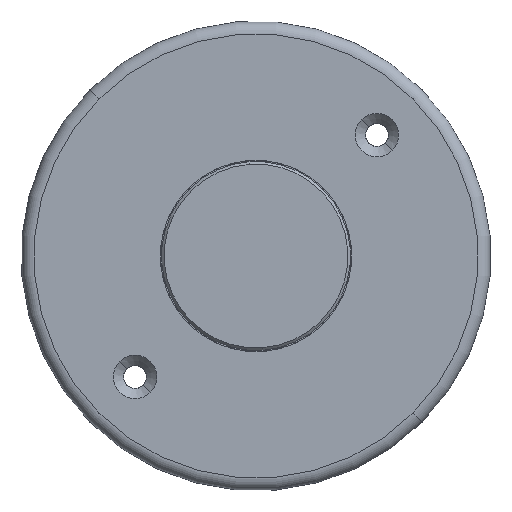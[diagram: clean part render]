
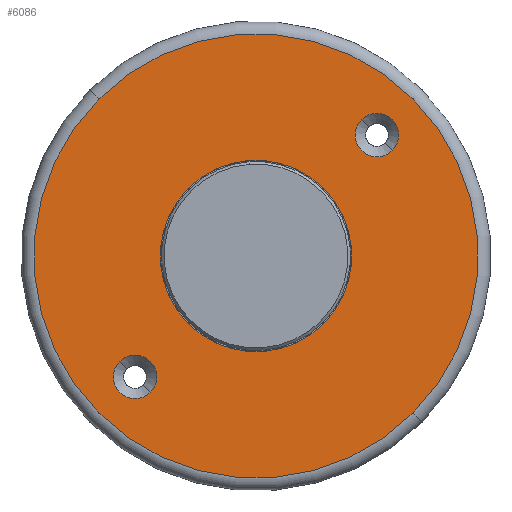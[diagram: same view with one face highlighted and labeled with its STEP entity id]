
A CAD part, left-side view. The second image highlights one B-rep face of the part: STEP entity #6086.
In plain terms, the highlighted planar face has unit normal (-1, 0, 0).
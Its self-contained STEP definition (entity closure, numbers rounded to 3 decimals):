
#569 = CIRCLE ( 'NONE', #34100, 4.25 ) ;
#1139 = CIRCLE ( 'NONE', #27687, 43.5 ) ;
#1172 = CIRCLE ( 'NONE', #32447, 4.25 ) ;
#2077 = CIRCLE ( 'NONE', #5448, 4.25 ) ;
#2659 = CARTESIAN_POINT ( 'NONE',  ( -26.3, 20.683, -26.693 ) ) ;
#3066 = DIRECTION ( 'NONE',  ( 1., 0., 0. ) ) ;
#3807 = CARTESIAN_POINT ( 'NONE',  ( -26.3, -23.688, 23.688 ) ) ;
#4154 = CARTESIAN_POINT ( 'NONE',  ( -26.3, 0., 0. ) ) ;
#4613 = DIRECTION ( 'NONE',  ( 1., 0., 0. ) ) ;
#4658 = ORIENTED_EDGE ( 'NONE', *, *, #13115, .T. ) ;
#4877 = CIRCLE ( 'NONE', #10107, 4.25 ) ;
#5171 = PLANE ( 'NONE',  #5553 ) ;
#5294 = CARTESIAN_POINT ( 'NONE',  ( -26.3, -13.258, 13.258 ) ) ;
#5448 = AXIS2_PLACEMENT_3D ( 'NONE', #19394, #3066, #29793 ) ;
#5553 = AXIS2_PLACEMENT_3D ( 'NONE', #5294, #23987, #26730 ) ;
#5799 = VERTEX_POINT ( 'NONE', #25445 ) ;
#5866 = FACE_BOUND ( 'NONE', #12747, .T. ) ;
#6086 = ADVANCED_FACE ( 'NONE', ( #33697, #5866, #22717, #26526 ), #5171, .T. ) ;
#6255 = VERTEX_POINT ( 'NONE', #16689 ) ;
#6624 = CARTESIAN_POINT ( 'NONE',  ( -26.3, 23.688, -23.688 ) ) ;
#7504 = CARTESIAN_POINT ( 'NONE',  ( -26.3, 30.759, 30.759 ) ) ;
#7844 = EDGE_CURVE ( 'NONE', #11347, #33888, #1172, .T. ) ;
#7894 = EDGE_CURVE ( 'NONE', #10513, #6255, #1139, .T. ) ;
#9826 = ORIENTED_EDGE ( 'NONE', *, *, #9859, .T. ) ;
#9859 = EDGE_CURVE ( 'NONE', #33888, #11347, #4877, .T. ) ;
#10107 = AXIS2_PLACEMENT_3D ( 'NONE', #3807, #22625, #22267 ) ;
#10405 = CARTESIAN_POINT ( 'NONE',  ( -26.3, 13.258, 13.258 ) ) ;
#10513 = VERTEX_POINT ( 'NONE', #7504 ) ;
#10627 = EDGE_LOOP ( 'NONE', ( #13443, #14264 ) ) ;
#10808 = CARTESIAN_POINT ( 'NONE',  ( -26.3, 0., 0. ) ) ;
#11347 = VERTEX_POINT ( 'NONE', #13582 ) ;
#11634 = EDGE_CURVE ( 'NONE', #24221, #5799, #569, .T. ) ;
#12747 = EDGE_LOOP ( 'NONE', ( #9826, #16326 ) ) ;
#12827 = DIRECTION ( 'NONE',  ( 0., -0.707, -0.707 ) ) ;
#13115 = EDGE_CURVE ( 'NONE', #6255, #10513, #22019, .T. ) ;
#13443 = ORIENTED_EDGE ( 'NONE', *, *, #19141, .F. ) ;
#13582 = CARTESIAN_POINT ( 'NONE',  ( -26.3, -20.683, 26.693 ) ) ;
#14264 = ORIENTED_EDGE ( 'NONE', *, *, #17792, .F. ) ;
#14296 = EDGE_CURVE ( 'NONE', #5799, #24221, #2077, .T. ) ;
#15418 = DIRECTION ( 'NONE',  ( -1., 0., 0. ) ) ;
#15591 = ORIENTED_EDGE ( 'NONE', *, *, #14296, .T. ) ;
#15834 = CIRCLE ( 'NONE', #23881, 18.75 ) ;
#16110 = DIRECTION ( 'NONE',  ( -1., 0., 0. ) ) ;
#16326 = ORIENTED_EDGE ( 'NONE', *, *, #7844, .T. ) ;
#16689 = CARTESIAN_POINT ( 'NONE',  ( -26.3, -30.759, -30.759 ) ) ;
#17792 = EDGE_CURVE ( 'NONE', #26331, #33728, #29807, .T. ) ;
#18002 = EDGE_LOOP ( 'NONE', ( #4658, #22832 ) ) ;
#19141 = EDGE_CURVE ( 'NONE', #33728, #26331, #15834, .T. ) ;
#19394 = CARTESIAN_POINT ( 'NONE',  ( -26.3, 23.688, -23.688 ) ) ;
#20622 = CARTESIAN_POINT ( 'NONE',  ( -26.3, -13.258, -13.258 ) ) ;
#22019 = CIRCLE ( 'NONE', #30717, 43.5 ) ;
#22267 = DIRECTION ( 'NONE',  ( 0., -0.707, -0.707 ) ) ;
#22625 = DIRECTION ( 'NONE',  ( 1., 0., 0. ) ) ;
#22717 = FACE_BOUND ( 'NONE', #30226, .T. ) ;
#22832 = ORIENTED_EDGE ( 'NONE', *, *, #7894, .T. ) ;
#22853 = DIRECTION ( 'NONE',  ( 0., -0.707, -0.707 ) ) ;
#22971 = DIRECTION ( 'NONE',  ( -1., 0., 0. ) ) ;
#23075 = CARTESIAN_POINT ( 'NONE',  ( -26.3, -23.688, 23.688 ) ) ;
#23175 = CARTESIAN_POINT ( 'NONE',  ( -26.3, 0., 0. ) ) ;
#23315 = DIRECTION ( 'NONE',  ( -1., 0., 0. ) ) ;
#23881 = AXIS2_PLACEMENT_3D ( 'NONE', #10808, #16110, #29674 ) ;
#23987 = DIRECTION ( 'NONE',  ( -1., 0., 0. ) ) ;
#24221 = VERTEX_POINT ( 'NONE', #2659 ) ;
#25085 = CARTESIAN_POINT ( 'NONE',  ( -26.3, -26.693, 20.683 ) ) ;
#25445 = CARTESIAN_POINT ( 'NONE',  ( -26.3, 26.693, -20.683 ) ) ;
#26331 = VERTEX_POINT ( 'NONE', #10405 ) ;
#26526 = FACE_BOUND ( 'NONE', #10627, .T. ) ;
#26730 = DIRECTION ( 'NONE',  ( 0., -0.707, -0.707 ) ) ;
#27687 = AXIS2_PLACEMENT_3D ( 'NONE', #4154, #23315, #34069 ) ;
#28293 = CARTESIAN_POINT ( 'NONE',  ( -26.3, 0., 0. ) ) ;
#28639 = DIRECTION ( 'NONE',  ( 0., -0.707, -0.707 ) ) ;
#28870 = DIRECTION ( 'NONE',  ( 0., -0.707, -0.707 ) ) ;
#29674 = DIRECTION ( 'NONE',  ( 0., -0.707, -0.707 ) ) ;
#29793 = DIRECTION ( 'NONE',  ( 0., -0.707, -0.707 ) ) ;
#29807 = CIRCLE ( 'NONE', #31524, 18.75 ) ;
#30226 = EDGE_LOOP ( 'NONE', ( #34247, #15591 ) ) ;
#30717 = AXIS2_PLACEMENT_3D ( 'NONE', #28293, #22971, #28639 ) ;
#30879 = DIRECTION ( 'NONE',  ( 1., 0., 0. ) ) ;
#31524 = AXIS2_PLACEMENT_3D ( 'NONE', #23175, #15418, #12827 ) ;
#32447 = AXIS2_PLACEMENT_3D ( 'NONE', #23075, #4613, #28870 ) ;
#33697 = FACE_OUTER_BOUND ( 'NONE', #18002, .T. ) ;
#33728 = VERTEX_POINT ( 'NONE', #20622 ) ;
#33888 = VERTEX_POINT ( 'NONE', #25085 ) ;
#34069 = DIRECTION ( 'NONE',  ( 0., -0.707, -0.707 ) ) ;
#34100 = AXIS2_PLACEMENT_3D ( 'NONE', #6624, #30879, #22853 ) ;
#34247 = ORIENTED_EDGE ( 'NONE', *, *, #11634, .T. ) ;
